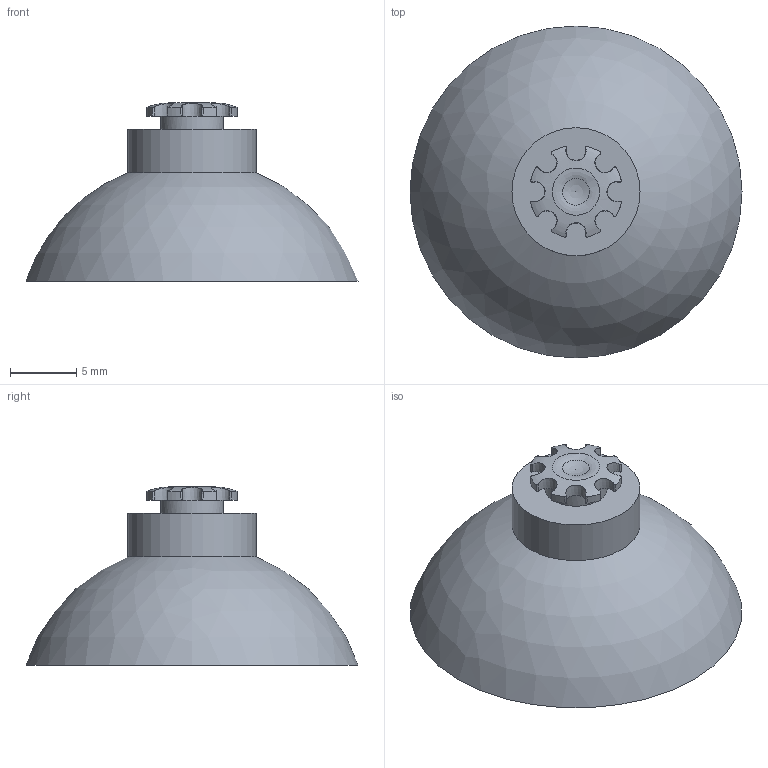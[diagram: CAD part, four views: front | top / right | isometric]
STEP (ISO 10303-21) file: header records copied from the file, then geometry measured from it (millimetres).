
FILE_DESCRIPTION(/* description */ (''),/* implementation_level */ '2;1');
FILE_NAME(/* name */ 'Sub_Body.step',/* time_stamp */ '2024-09-11T19:48:04-07:00',/* author */ (''),/* organization */ (''),/* preprocessor_version */ 'ST-DEVELOPER v20',/* originating_system */ 'Autodesk Translation Framework v13.14.0.145',/* authorisation */ '');
FILE_SCHEMA (('AUTOMOTIVE_DESIGN { 1 0 10303 214 3 1 1 }'));
Length unit declared in the file: millimetre
Products named in the file (1): Sub_Body
Bounding box: 25.15 x 25.15 x 13.49 mm (x, y, z)
Volume: 1024.6 mm3; surface area: 1893 mm2
Topology: 1 solids, 1 shells, 90 faces, 240 edges, 155 vertices
Faces by surface type: plane 37, bspline 18, cone 16, cylinder 12, torus 4, sphere 3
Full cylindrical faces by diameter (mm): 4.75 x1, 9.7 x1
Entity records: 5086 total; most frequent: CARTESIAN_POINT 2968, ORIENTED_EDGE 478, DIRECTION 388, EDGE_CURVE 239, AXIS2_PLACEMENT_3D 173, VERTEX_POINT 155, B_SPLINE_CURVE_WITH_KNOTS 97, EDGE_LOOP 94
